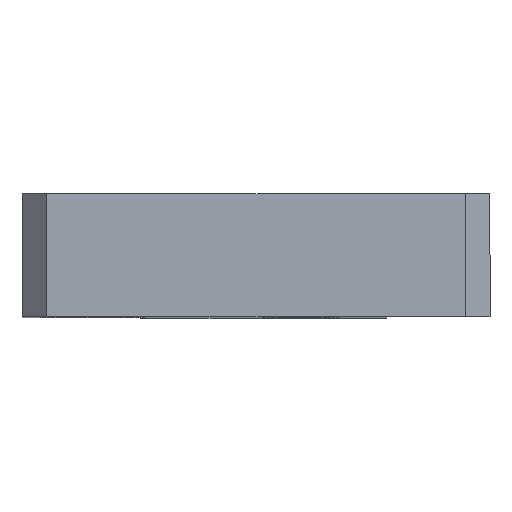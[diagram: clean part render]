
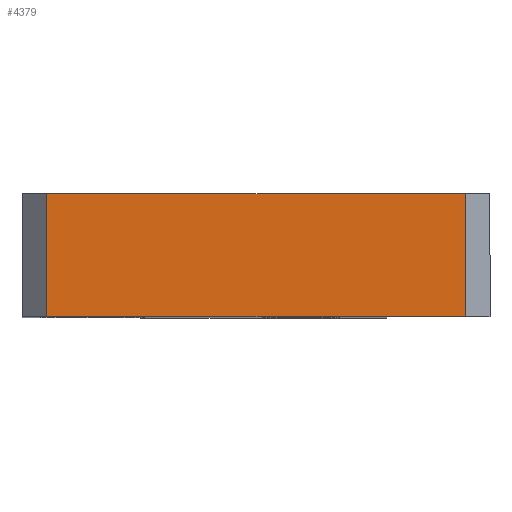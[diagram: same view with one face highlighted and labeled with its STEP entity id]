
A CAD part, top view. The second image highlights one B-rep face of the part: STEP entity #4379.
In plain terms, the highlighted planar face has unit normal (0, 0, 1).
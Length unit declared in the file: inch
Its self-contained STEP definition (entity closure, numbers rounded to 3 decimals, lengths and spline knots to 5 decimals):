
#138 = LINE ( 'NONE', #4507, #2528 ) ;
#152 = LINE ( 'NONE', #4464, #164 ) ;
#164 = VECTOR ( 'NONE', #4394, 39.37008 ) ;
#259 = EDGE_CURVE ( 'NONE', #4046, #4543, #2848, .T. ) ;
#347 = ORIENTED_EDGE ( 'NONE', *, *, #259, .T. ) ;
#398 = FACE_OUTER_BOUND ( 'NONE', #2271, .T. ) ;
#596 = DIRECTION ( 'NONE',  ( 0., 1., 0. ) ) ;
#845 = CARTESIAN_POINT ( 'NONE',  ( -3.75, 1.25, 1. ) ) ;
#1298 = VERTEX_POINT ( 'NONE', #1994 ) ;
#1507 = CARTESIAN_POINT ( 'NONE',  ( 0.75, 1.25, 1. ) ) ;
#1683 = LINE ( 'NONE', #845, #1689 ) ;
#1689 = VECTOR ( 'NONE', #3634, 39.37008 ) ;
#1715 = EDGE_CURVE ( 'NONE', #4557, #4543, #1683, .T. ) ;
#1968 = CARTESIAN_POINT ( 'NONE',  ( 0.75, 0., 1. ) ) ;
#1994 = CARTESIAN_POINT ( 'NONE',  ( -3.5, 0., 1. ) ) ;
#2271 = EDGE_LOOP ( 'NONE', ( #4421, #347, #4522, #3107 ) ) ;
#2528 = VECTOR ( 'NONE', #4528, 39.37008 ) ;
#2700 = AXIS2_PLACEMENT_3D ( 'NONE', #2890, #2905, #2910 ) ;
#2767 = VECTOR ( 'NONE', #596, 39.37008 ) ;
#2848 = LINE ( 'NONE', #1507, #2767 ) ;
#2890 = CARTESIAN_POINT ( 'NONE',  ( -3.75, 1.25, 1. ) ) ;
#2894 = PLANE ( 'NONE',  #2700 ) ;
#2905 = DIRECTION ( 'NONE',  ( 0., 0., -1. ) ) ;
#2910 = DIRECTION ( 'NONE',  ( -1., 0., 0. ) ) ;
#3107 = ORIENTED_EDGE ( 'NONE', *, *, #4843, .T. ) ;
#3445 = CARTESIAN_POINT ( 'NONE',  ( 0.75, 1.25, 1. ) ) ;
#3478 = CARTESIAN_POINT ( 'NONE',  ( -3.5, 1.25, 1. ) ) ;
#3634 = DIRECTION ( 'NONE',  ( 1., 0., 0. ) ) ;
#4046 = VERTEX_POINT ( 'NONE', #1968 ) ;
#4379 = ADVANCED_FACE ( 'NONE', ( #398 ), #2894, .F. ) ;
#4394 = DIRECTION ( 'NONE',  ( 0., -1., 0. ) ) ;
#4421 = ORIENTED_EDGE ( 'NONE', *, *, #4875, .T. ) ;
#4464 = CARTESIAN_POINT ( 'NONE',  ( -3.5, 1.25, 1. ) ) ;
#4507 = CARTESIAN_POINT ( 'NONE',  ( -3.75, 0., 1. ) ) ;
#4522 = ORIENTED_EDGE ( 'NONE', *, *, #1715, .F. ) ;
#4528 = DIRECTION ( 'NONE',  ( 1., 0., 0. ) ) ;
#4543 = VERTEX_POINT ( 'NONE', #3445 ) ;
#4557 = VERTEX_POINT ( 'NONE', #3478 ) ;
#4843 = EDGE_CURVE ( 'NONE', #4557, #1298, #152, .T. ) ;
#4875 = EDGE_CURVE ( 'NONE', #1298, #4046, #138, .T. ) ;
